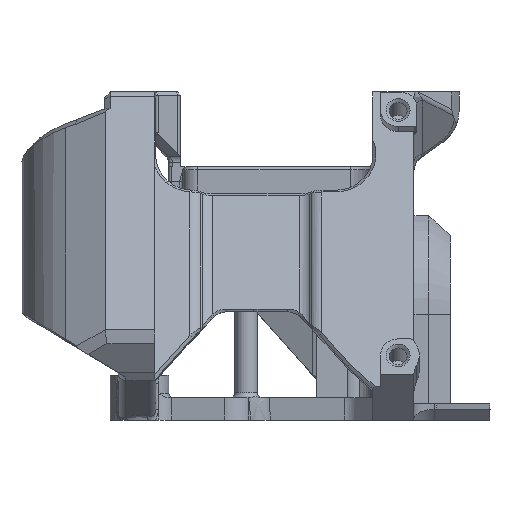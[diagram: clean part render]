
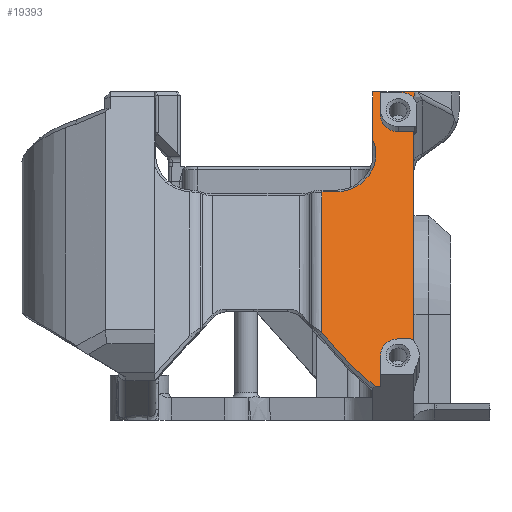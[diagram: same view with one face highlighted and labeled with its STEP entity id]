
A CAD part, left-side view. The second image highlights one B-rep face of the part: STEP entity #19393.
In plain terms, the highlighted planar face has unit normal (-0.94, 0, 0.342).
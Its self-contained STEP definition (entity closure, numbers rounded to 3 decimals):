
#187 = VERTEX_POINT('',#188);
#188 = CARTESIAN_POINT('',(-29.953,12.,
    44.));
#194 = EDGE_CURVE('',#187,#195,#197,.T.);
#195 = VERTEX_POINT('',#196);
#196 = CARTESIAN_POINT('',(-32.292,12.,
    37.576));
#197 = LINE('',#198,#199);
#198 = CARTESIAN_POINT('',(-43.233,12.,7.513
    ));
#199 = VECTOR('',#200,1.);
#200 = DIRECTION('',(-0.342,0.,-0.94
    ));
#693 = VERTEX_POINT('',#694);
#694 = CARTESIAN_POINT('',(-30.221,6.5,
    43.264));
#701 = EDGE_CURVE('',#702,#693,#704,.T.);
#702 = VERTEX_POINT('',#703);
#703 = CARTESIAN_POINT('',(-30.522,6.5,42.438
    ));
#704 = LINE('',#705,#706);
#705 = CARTESIAN_POINT('',(-43.233,6.5,7.513)
  );
#706 = VECTOR('',#707,1.);
#707 = DIRECTION('',(0.342,0.,0.94));
#737 = VERTEX_POINT('',#738);
#738 = CARTESIAN_POINT('',(-31.895,6.5,
    38.664));
#744 = EDGE_CURVE('',#737,#745,#747,.T.);
#745 = VERTEX_POINT('',#746);
#746 = CARTESIAN_POINT('',(-42.392,6.5,9.826
    ));
#747 = LINE('',#748,#749);
#748 = CARTESIAN_POINT('',(-36.618,6.5,
    25.688));
#749 = VECTOR('',#750,1.);
#750 = DIRECTION('',(-0.342,0.,-0.94
    ));
#12115 = VERTEX_POINT('',#12116);
#12116 = CARTESIAN_POINT('',(-41.708,18.828,
    11.704));
#12154 = EDGE_CURVE('',#12155,#702,#12157,.T.);
#12155 = VERTEX_POINT('',#12156);
#12156 = CARTESIAN_POINT('',(-30.237,8.125,
    43.222));
#12157 = CIRCLE('',#12158,2.);
#12158 = AXIS2_PLACEMENT_3D('',#12159,#12160,#12161);
#12159 = CARTESIAN_POINT('',(-30.921,8.125,
    41.342));
#12160 = DIRECTION('',(0.94,0.,-0.342
    ));
#12161 = DIRECTION('',(0.342,0.,0.94)
  );
#12181 = VERTEX_POINT('',#12182);
#12182 = CARTESIAN_POINT('',(-30.237,10.975,
    43.222));
#12190 = EDGE_CURVE('',#12181,#12155,#12191,.T.);
#12191 = LINE('',#12192,#12193);
#12192 = CARTESIAN_POINT('',(-30.237,6.125,
    43.222));
#12193 = VECTOR('',#12194,1.);
#12194 = DIRECTION('',(0.,-1.,0.));
#12205 = EDGE_CURVE('',#12206,#12181,#12208,.T.);
#12206 = VERTEX_POINT('',#12207);
#12207 = CARTESIAN_POINT('',(-31.092,10.975,
    40.873));
#12208 = LINE('',#12209,#12210);
#12209 = CARTESIAN_POINT('',(-23.64,10.975,
    61.346));
#12210 = VECTOR('',#12211,1.);
#12211 = DIRECTION('',(0.342,0.,0.94
    ));
#12228 = EDGE_CURVE('',#12229,#12206,#12231,.T.);
#12229 = VERTEX_POINT('',#12230);
#12230 = CARTESIAN_POINT('',(-31.895,8.625,
    38.664));
#12231 = CIRCLE('',#12232,2.35);
#12232 = AXIS2_PLACEMENT_3D('',#12233,#12234,#12235);
#12233 = CARTESIAN_POINT('',(-31.092,8.625,
    40.873));
#12234 = DIRECTION('',(0.94,0.,
    -0.342));
#12235 = DIRECTION('',(0.342,0.,0.94)
  );
#12256 = EDGE_CURVE('',#12229,#737,#12257,.T.);
#12257 = LINE('',#12258,#12259);
#12258 = CARTESIAN_POINT('',(-31.895,6.125,
    38.664));
#12259 = VECTOR('',#12260,1.);
#12260 = DIRECTION('',(0.,-1.,0.));
#12272 = EDGE_CURVE('',#12273,#12275,#12277,.T.);
#12273 = VERTEX_POINT('',#12274);
#12274 = CARTESIAN_POINT('',(-42.259,7.,
    10.192));
#12275 = VERTEX_POINT('',#12276);
#12276 = CARTESIAN_POINT('',(-42.361,6.543,
    9.912));
#12277 = CIRCLE('',#12278,0.5);
#12278 = AXIS2_PLACEMENT_3D('',#12279,#12280,#12281);
#12279 = CARTESIAN_POINT('',(-42.43,7.,
    9.722));
#12280 = DIRECTION('',(0.94,0.,-0.342
    ));
#12281 = DIRECTION('',(0.342,0.,0.94)
  );
#12314 = EDGE_CURVE('',#12273,#12315,#12317,.T.);
#12315 = VERTEX_POINT('',#12316);
#12316 = CARTESIAN_POINT('',(-42.259,8.625,
    10.192));
#12317 = LINE('',#12318,#12319);
#12318 = CARTESIAN_POINT('',(-42.259,6.125,
    10.192));
#12319 = VECTOR('',#12320,1.);
#12320 = DIRECTION('',(0.,1.,0.));
#12346 = VERTEX_POINT('',#12347);
#12347 = CARTESIAN_POINT('',(-43.062,10.975,
    7.983));
#12363 = EDGE_CURVE('',#12346,#12315,#12364,.T.);
#12364 = CIRCLE('',#12365,2.35);
#12365 = AXIS2_PLACEMENT_3D('',#12366,#12367,#12368);
#12366 = CARTESIAN_POINT('',(-43.062,8.625,
    7.983));
#12367 = DIRECTION('',(0.94,0.,
    -0.342));
#12368 = DIRECTION('',(0.342,0.,0.94)
  );
#12378 = EDGE_CURVE('',#12379,#12346,#12381,.T.);
#12379 = VERTEX_POINT('',#12380);
#12380 = CARTESIAN_POINT('',(-44.33,10.975,
    4.501));
#12381 = LINE('',#12382,#12383);
#12382 = CARTESIAN_POINT('',(-23.64,10.975,
    61.346));
#12383 = VECTOR('',#12384,1.);
#12384 = DIRECTION('',(0.342,0.,0.94
    ));
#12941 = EDGE_CURVE('',#745,#12275,#12942,.T.);
#12942 = CIRCLE('',#12943,2.536);
#12943 = AXIS2_PLACEMENT_3D('',#12944,#12945,#12946);
#12944 = CARTESIAN_POINT('',(-42.01,4.223,
    10.875));
#12945 = DIRECTION('',(0.94,0.,-0.342
    ));
#12946 = DIRECTION('',(0.342,0.,0.94)
  );
#15826 = EDGE_CURVE('',#12115,#15827,#15829,.T.);
#15827 = VERTEX_POINT('',#15828);
#15828 = CARTESIAN_POINT('',(-34.836,18.828,
    30.585));
#15829 = LINE('',#15830,#15831);
#15830 = CARTESIAN_POINT('',(-43.25,18.828,
    7.468));
#15831 = VECTOR('',#15832,1.);
#15832 = DIRECTION('',(0.342,0.,0.94
    ));
#19211 = EDGE_CURVE('',#187,#19212,#19214,.T.);
#19212 = VERTEX_POINT('',#19213);
#19213 = CARTESIAN_POINT('',(-29.953,6.466,
    44.));
#19214 = LINE('',#19215,#19216);
#19215 = CARTESIAN_POINT('',(-29.953,4.696,
    44.));
#19216 = VECTOR('',#19217,1.);
#19217 = DIRECTION('',(0.,-1.,0.));
#19247 = VERTEX_POINT('',#19248);
#19248 = CARTESIAN_POINT('',(-34.836,17.,
    30.585));
#19262 = EDGE_CURVE('',#195,#19247,#19263,.T.);
#19263 = CIRCLE('',#19264,5.4);
#19264 = AXIS2_PLACEMENT_3D('',#19265,#19266,#19267);
#19265 = CARTESIAN_POINT('',(-32.989,17.,
    35.659));
#19266 = DIRECTION('',(0.94,0.,-0.342
    ));
#19267 = DIRECTION('',(0.342,0.,0.94)
  );
#19375 = VERTEX_POINT('',#19376);
#19376 = CARTESIAN_POINT('',(-43.22,15.12,
    7.552));
#19382 = EDGE_CURVE('',#19375,#12115,#19383,.T.);
#19383 = LINE('',#19384,#19385);
#19384 = CARTESIAN_POINT('',(-40.731,21.225,
    14.388));
#19385 = VECTOR('',#19386,1.);
#19386 = DIRECTION('',(0.262,0.643,0.72));
#19393 = ADVANCED_FACE('',(#19394),#19440,.T.);
#19394 = FACE_BOUND('',#19395,.T.);
#19395 = EDGE_LOOP('',(#19396,#19397,#19405,#19411,#19412,#19413,#19414,
    #19415,#19416,#19417,#19418,#19419,#19420,#19421,#19422,#19423,
    #19430,#19431,#19432,#19433,#19439));
#19396 = ORIENTED_EDGE('',*,*,#19382,.F.);
#19397 = ORIENTED_EDGE('',*,*,#19398,.T.);
#19398 = EDGE_CURVE('',#19375,#19399,#19401,.T.);
#19399 = VERTEX_POINT('',#19400);
#19400 = CARTESIAN_POINT('',(-44.33,11.706,
    4.501));
#19401 = LINE('',#19402,#19403);
#19402 = CARTESIAN_POINT('',(-38.358,30.068,
    20.909));
#19403 = VECTOR('',#19404,1.);
#19404 = DIRECTION('',(-0.236,-0.725,-0.648)
  );
#19405 = ORIENTED_EDGE('',*,*,#19406,.F.);
#19406 = EDGE_CURVE('',#12379,#19399,#19407,.T.);
#19407 = LINE('',#19408,#19409);
#19408 = CARTESIAN_POINT('',(-44.33,43.625,
    4.501));
#19409 = VECTOR('',#19410,1.);
#19410 = DIRECTION('',(0.,1.,0.));
#19411 = ORIENTED_EDGE('',*,*,#12378,.T.);
#19412 = ORIENTED_EDGE('',*,*,#12363,.T.);
#19413 = ORIENTED_EDGE('',*,*,#12314,.F.);
#19414 = ORIENTED_EDGE('',*,*,#12272,.T.);
#19415 = ORIENTED_EDGE('',*,*,#12941,.F.);
#19416 = ORIENTED_EDGE('',*,*,#744,.F.);
#19417 = ORIENTED_EDGE('',*,*,#12256,.F.);
#19418 = ORIENTED_EDGE('',*,*,#12228,.T.);
#19419 = ORIENTED_EDGE('',*,*,#12205,.T.);
#19420 = ORIENTED_EDGE('',*,*,#12190,.T.);
#19421 = ORIENTED_EDGE('',*,*,#12154,.T.);
#19422 = ORIENTED_EDGE('',*,*,#701,.T.);
#19423 = ORIENTED_EDGE('',*,*,#19424,.T.);
#19424 = EDGE_CURVE('',#693,#19212,#19425,.T.);
#19425 = B_SPLINE_CURVE_WITH_KNOTS('',3,(#19426,#19427,#19428,#19429),
  .UNSPECIFIED.,.F.,.F.,(4,4),(0.,0.001),
  .PIECEWISE_BEZIER_KNOTS.);
#19426 = CARTESIAN_POINT('',(-30.221,6.5,
    43.264));
#19427 = CARTESIAN_POINT('',(-30.132,6.5,
    43.51));
#19428 = CARTESIAN_POINT('',(-30.043,6.482,
    43.755));
#19429 = CARTESIAN_POINT('',(-29.953,6.466,
    44.));
#19430 = ORIENTED_EDGE('',*,*,#19211,.F.);
#19431 = ORIENTED_EDGE('',*,*,#194,.T.);
#19432 = ORIENTED_EDGE('',*,*,#19262,.T.);
#19433 = ORIENTED_EDGE('',*,*,#19434,.F.);
#19434 = EDGE_CURVE('',#15827,#19247,#19435,.T.);
#19435 = LINE('',#19436,#19437);
#19436 = CARTESIAN_POINT('',(-34.836,27.711,
    30.585));
#19437 = VECTOR('',#19438,1.);
#19438 = DIRECTION('',(0.,-1.,0.));
#19439 = ORIENTED_EDGE('',*,*,#15826,.F.);
#19440 = PLANE('',#19441);
#19441 = AXIS2_PLACEMENT_3D('',#19442,#19443,#19444);
#19442 = CARTESIAN_POINT('',(-43.233,43.625,
    7.513));
#19443 = DIRECTION('',(-0.94,0.,
    0.342));
#19444 = DIRECTION('',(-0.342,0.,
    -0.94));
